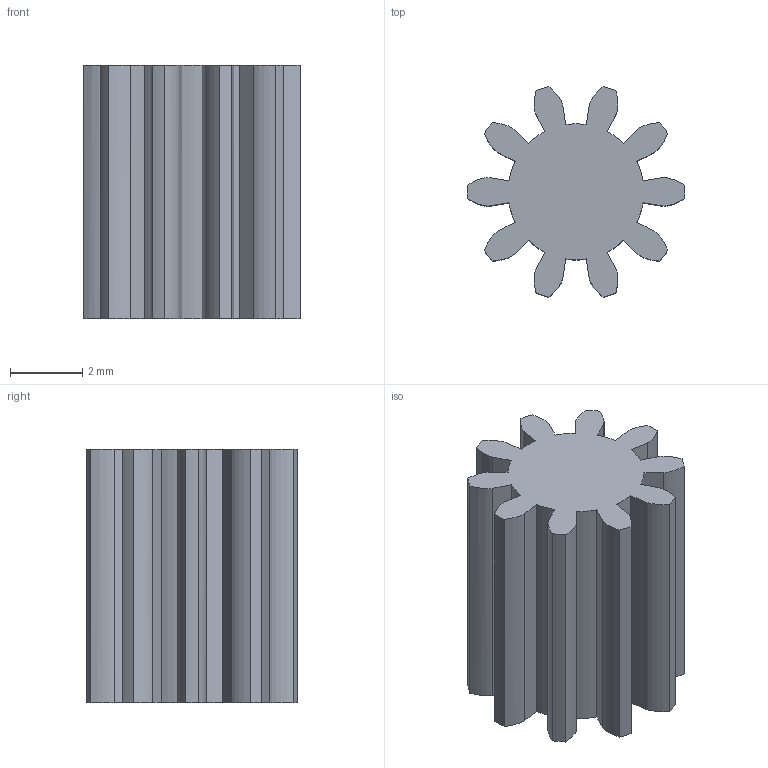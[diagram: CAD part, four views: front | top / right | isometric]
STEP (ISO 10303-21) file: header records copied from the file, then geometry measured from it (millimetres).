
FILE_DESCRIPTION(/* description */ (''),/* implementation_level */ '2;1');
FILE_NAME(/* name */ 'gear.step',/* time_stamp */ '2025-03-30T17:25:50+03:00',/* author */ (''),/* organization */ (''),/* preprocessor_version */ 'ST-DEVELOPER v20',/* originating_system */ 'Autodesk Translation Framework v13.20.0.188',/* authorisation */ '');
FILE_SCHEMA (('AUTOMOTIVE_DESIGN { 1 0 10303 214 3 1 1 }'));
Length unit declared in the file: millimetre
Products named in the file (2): gear; Component1
Assembly tree (1 placements, depth 2):
  gear
    Component1
Bounding box: 6 x 5.81 x 7 mm (x, y, z)
Volume: 128.5 mm3; surface area: 278.2 mm2
Topology: 1 solids, 1 shells, 64 faces, 183 edges, 122 vertices
Faces by surface type: plane 23, cylinder 21, bspline 20
Full cylindrical faces by diameter (mm): 0.9 x1
Entity records: 21482 total; most frequent: CARTESIAN_POINT 19912, ORIENTED_EDGE 366, DIRECTION 279, EDGE_CURVE 183, VERTEX_POINT 122, LINE 101, VECTOR 101, AXIS2_PLACEMENT_3D 89
